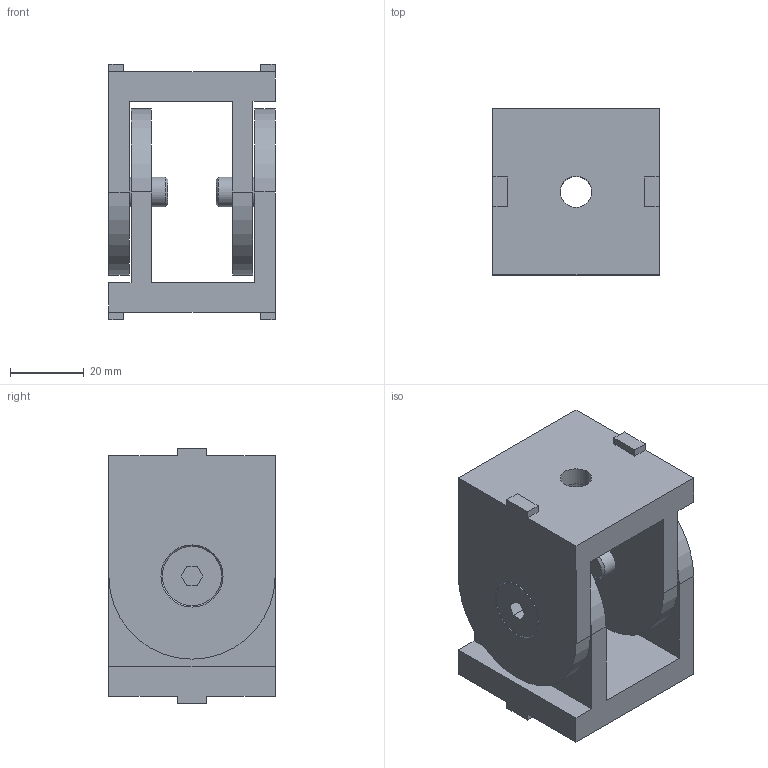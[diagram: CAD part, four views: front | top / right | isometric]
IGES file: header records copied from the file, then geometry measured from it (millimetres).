
Global section: file name: 324545.stp.ipt; native system: Autodesk Inventor 2014; preprocessor: unknown; author: zeman; date: 20151020.095935; units: millimetre
Bounding box: 45 x 45 x 69 mm (x, y, z)
Volume: 73478.7 mm3; surface area: 30026 mm2
Topology: 4 solids, 4 shells, 80 faces, 208 edges, 140 vertices
Faces by surface type: plane 56, revolution 12, cylinder 8, cone 4
Full cylindrical faces by diameter (mm): 8 x2, 16 x2
